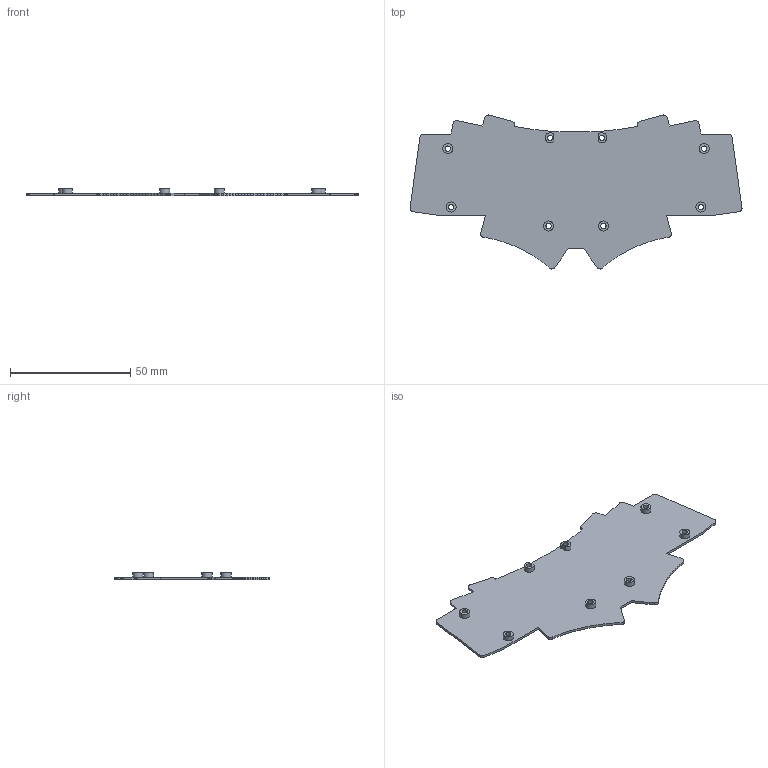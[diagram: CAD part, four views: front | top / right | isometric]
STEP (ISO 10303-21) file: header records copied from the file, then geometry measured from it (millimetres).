
FILE_DESCRIPTION(/* description */ (''),/* implementation_level */ '2;1');
FILE_NAME(/* name */ 'bw2-pocket - bottom.step',/* time_stamp */ '2025-05-26T00:41:07-04:00',/* author */ (''),/* organization */ (''),/* preprocessor_version */ 'ST-DEVELOPER v20.1',/* originating_system */ 'Autodesk Translation Framework v14.10.0.0',/* authorisation */ '');
FILE_SCHEMA (('AUTOMOTIVE_DESIGN { 1 0 10303 214 3 1 1 }'));
Length unit declared in the file: millimetre
Products named in the file (1): bw2-pocket
Bounding box: 138.21 x 64.12 x 3 mm (x, y, z)
Volume: 6143.7 mm3; surface area: 12786.8 mm2
Topology: 1 solids, 1 shells, 262 faces, 748 edges, 496 vertices
Faces by surface type: plane 238, cylinder 16, cone 8
Full cylindrical faces by diameter (mm): 2.2 x8, 4.2 x6
Entity records: 8449 total; most frequent: CARTESIAN_POINT 1507, ORIENTED_EDGE 1496, DIRECTION 1314, EDGE_CURVE 748, LINE 708, VECTOR 708, VERTEX_POINT 496, AXIS2_PLACEMENT_3D 303
